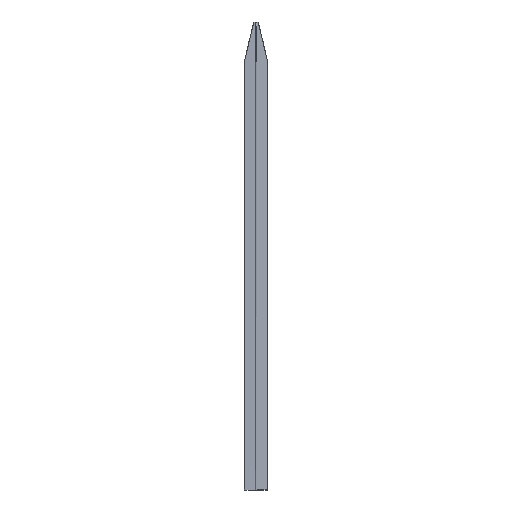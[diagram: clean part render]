
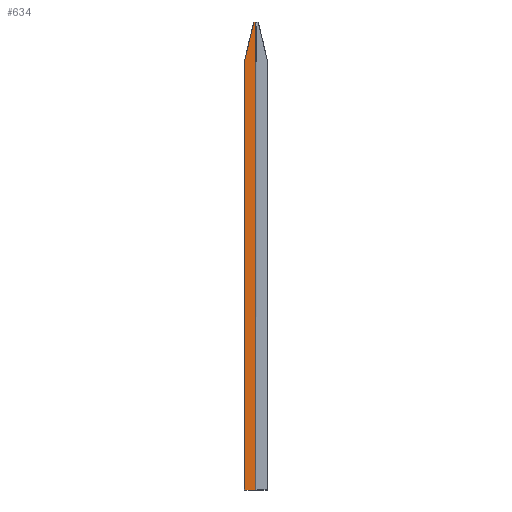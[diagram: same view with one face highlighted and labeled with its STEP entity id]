
A CAD part, left-side view. The second image highlights one B-rep face of the part: STEP entity #634.
In plain terms, the highlighted planar face has unit normal (-1, 0.015, 0).
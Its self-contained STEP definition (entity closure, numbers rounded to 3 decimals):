
#12 = LINE ( 'NONE', #822, #1031 ) ;
#29 = VECTOR ( 'NONE', #278, 1000. ) ;
#96 = CARTESIAN_POINT ( 'NONE',  ( 47.84, 73.919, 7483.651 ) ) ;
#181 = LINE ( 'NONE', #673, #677 ) ;
#186 = DIRECTION ( 'NONE',  ( 0., 0., -1. ) ) ;
#188 = EDGE_LOOP ( 'NONE', ( #852, #566, #474, #970, #393 ) ) ;
#221 = VERTEX_POINT ( 'NONE', #1069 ) ;
#242 = CARTESIAN_POINT ( 'NONE',  ( 47.602, 58.093, 7550. ) ) ;
#264 = LINE ( 'NONE', #968, #1241 ) ;
#275 = CARTESIAN_POINT ( 'NONE',  ( 46.715, -0.704, 7550. ) ) ;
#278 = DIRECTION ( 'NONE',  ( -0.015, -1., 0. ) ) ;
#289 = CARTESIAN_POINT ( 'NONE',  ( 47.602, 58.093, 7550. ) ) ;
#335 = AXIS2_PLACEMENT_3D ( 'NONE', #508, #507, #486 ) ;
#393 = ORIENTED_EDGE ( 'NONE', *, *, #1240, .T. ) ;
#395 = CARTESIAN_POINT ( 'NONE',  ( 47.614, 58.918, 7546.691 ) ) ;
#474 = ORIENTED_EDGE ( 'NONE', *, *, #949, .T. ) ;
#486 = DIRECTION ( 'NONE',  ( -0.015, -1., 0. ) ) ;
#494 = CARTESIAN_POINT ( 'NONE',  ( 47.651, 61.324, 7536.746 ) ) ;
#495 = PLANE ( 'NONE',  #335 ) ;
#507 = DIRECTION ( 'NONE',  ( -1., 0.015, 0. ) ) ;
#508 = CARTESIAN_POINT ( 'NONE',  ( 47.635, 60.305, 0. ) ) ;
#519 = VERTEX_POINT ( 'NONE', #762 ) ;
#561 = LINE ( 'NONE', #275, #29 ) ;
#566 = ORIENTED_EDGE ( 'NONE', *, *, #574, .T. ) ;
#574 = EDGE_CURVE ( 'NONE', #519, #577, #181, .T. ) ;
#577 = VERTEX_POINT ( 'NONE', #670 ) ;
#595 = CARTESIAN_POINT ( 'NONE',  ( 47.698, 64.495, 7523.478 ) ) ;
#596 = VERTEX_POINT ( 'NONE', #657 ) ;
#628 = FACE_OUTER_BOUND ( 'NONE', #188, .T. ) ;
#634 = ADVANCED_FACE ( 'NONE', ( #628 ), #495, .T. ) ;
#657 = CARTESIAN_POINT ( 'NONE',  ( 47.555, 54.984, 7550. ) ) ;
#670 = CARTESIAN_POINT ( 'NONE',  ( 47.555, 54.984, 6550. ) ) ;
#673 = CARTESIAN_POINT ( 'NONE',  ( 47.635, 60.305, 6550. ) ) ;
#677 = VECTOR ( 'NONE', #684, 1000. ) ;
#684 = DIRECTION ( 'NONE',  ( -0.015, -1., 0. ) ) ;
#688 = CARTESIAN_POINT ( 'NONE',  ( 47.793, 70.786, 7496.929 ) ) ;
#729 = EDGE_CURVE ( 'NONE', #799, #596, #561, .T. ) ;
#762 = CARTESIAN_POINT ( 'NONE',  ( 47.888, 77.051, 6550. ) ) ;
#786 = CARTESIAN_POINT ( 'NONE',  ( 47.888, 77.051, 7470.374 ) ) ;
#799 = VERTEX_POINT ( 'NONE', #242 ) ;
#822 = CARTESIAN_POINT ( 'NONE',  ( 47.555, 54.984, 0. ) ) ;
#852 = ORIENTED_EDGE ( 'NONE', *, *, #1218, .T. ) ;
#863 = B_SPLINE_CURVE_WITH_KNOTS ( 'NONE', 3,
 ( #289, #395, #1074, #494, #1175, #595, #1271, #688, #96, #786 ),
 .UNSPECIFIED., .F., .F.,
 ( 4, 2, 2, 2, 4 ),
 ( -0.009, 0.001, 0.011, 0.032, 0.073 ),
 .UNSPECIFIED. ) ;
#925 = DIRECTION ( 'NONE',  ( 0., 0., 1. ) ) ;
#949 = EDGE_CURVE ( 'NONE', #577, #596, #12, .T. ) ;
#968 = CARTESIAN_POINT ( 'NONE',  ( 47.888, 77.051, 0. ) ) ;
#970 = ORIENTED_EDGE ( 'NONE', *, *, #729, .F. ) ;
#1031 = VECTOR ( 'NONE', #925, 1000. ) ;
#1069 = CARTESIAN_POINT ( 'NONE',  ( 47.888, 77.051, 7470.374 ) ) ;
#1074 = CARTESIAN_POINT ( 'NONE',  ( 47.626, 59.723, 7543.377 ) ) ;
#1175 = CARTESIAN_POINT ( 'NONE',  ( 47.663, 62.119, 7533.43 ) ) ;
#1218 = EDGE_CURVE ( 'NONE', #221, #519, #264, .T. ) ;
#1240 = EDGE_CURVE ( 'NONE', #799, #221, #863, .T. ) ;
#1241 = VECTOR ( 'NONE', #186, 1000. ) ;
#1271 = CARTESIAN_POINT ( 'NONE',  ( 47.722, 66.07, 7516.841 ) ) ;
